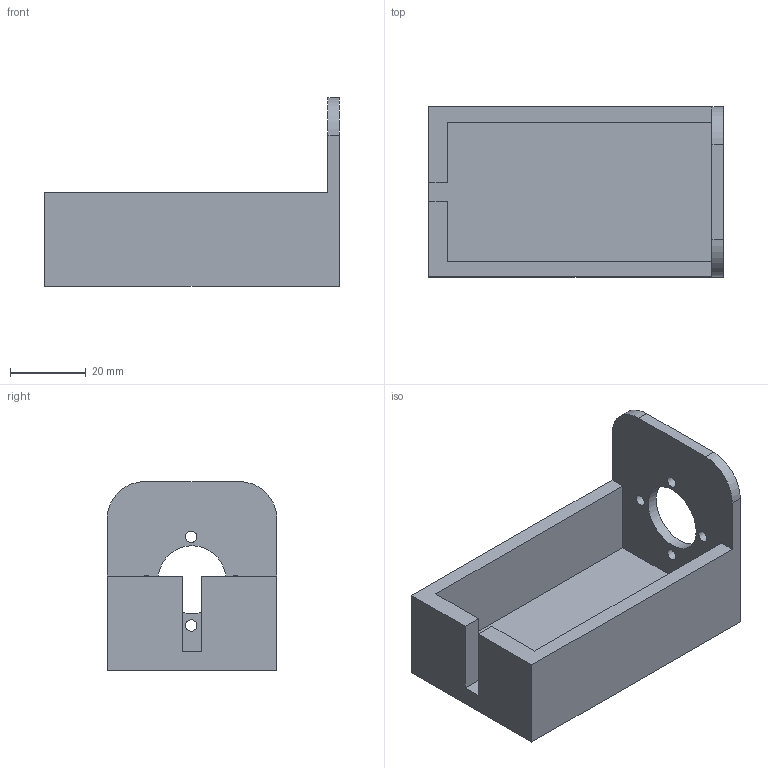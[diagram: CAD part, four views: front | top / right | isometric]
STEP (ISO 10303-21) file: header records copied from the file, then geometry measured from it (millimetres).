
FILE_DESCRIPTION(/* description */ ('','CAx-IF Rec.Pracs.---Representation and Presentation of Product Manufacturing Information (PMI)---4.0---2014-10-13'),/* implementation_level */ '2;1');
FILE_NAME(/* name */ 'modified_motor_mount[1] v1.step',/* time_stamp */ '2025-01-23T12:55:47+05:30',/* author */ (''),/* organization */ (''),/* preprocessor_version */ 'ST-DEVELOPER v20',/* originating_system */ 'Autodesk Translation Framework v13.20.0.188',/* authorisation */ '');
FILE_SCHEMA (('AP242_MANAGED_MODEL_BASED_3D_ENGINEERING_MIM_LF { 1 0 10303 442 1 1 4 }'));
Length unit declared in the file: millimetre
Products named in the file (1): modified_motor_mount[1]
Bounding box: 78 x 45 x 50 mm (x, y, z)
Volume: 37848 mm3; surface area: 19455.7 mm2
Topology: 1 solids, 1 shells, 23 faces, 63 edges, 42 vertices
Faces by surface type: plane 16, cylinder 7
Full cylindrical faces by diameter (mm): 3 x4, 18 x1
Entity records: 784 total; most frequent: CARTESIAN_POINT 129, ORIENTED_EDGE 126, DIRECTION 125, EDGE_CURVE 63, LINE 49, VECTOR 49, VERTEX_POINT 42, AXIS2_PLACEMENT_3D 38
